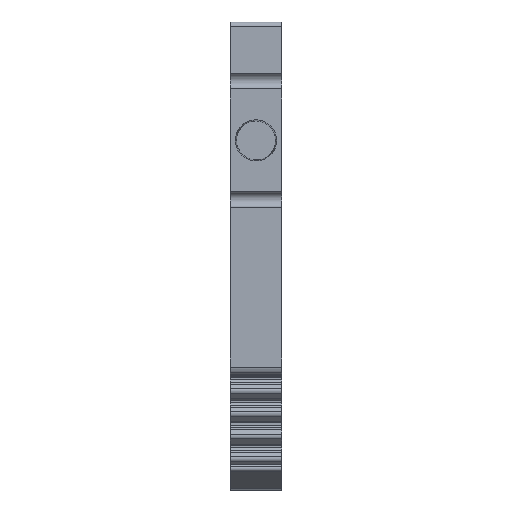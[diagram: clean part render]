
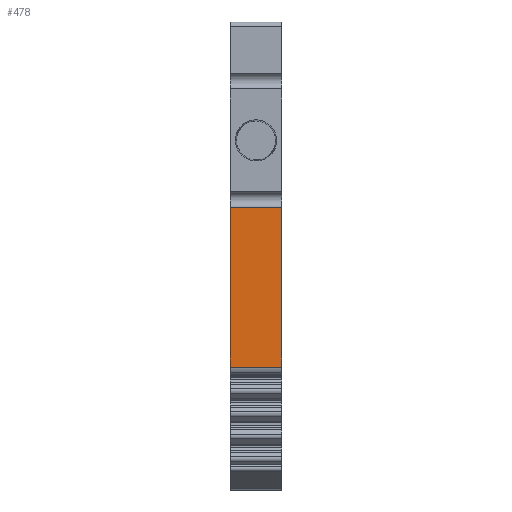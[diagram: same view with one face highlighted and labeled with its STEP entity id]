
A CAD part, top view. The second image highlights one B-rep face of the part: STEP entity #478.
In plain terms, the highlighted planar face has unit normal (0, 0, 1).
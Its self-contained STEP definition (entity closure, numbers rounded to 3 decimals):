
#230=AXIS2_PLACEMENT_3D('Plane Axis2P3D',#227,#228,#229) ;
#227=CARTESIAN_POINT('Axis2P3D Location',(5.,44.975,36.7)) ;
#431=CARTESIAN_POINT('Vertex',(0.,27.4,36.7)) ;
#434=CARTESIAN_POINT('Line Origine',(2.5,27.4,36.7)) ;
#438=CARTESIAN_POINT('Vertex',(5.,27.4,36.7)) ;
#453=CARTESIAN_POINT('Line Origine',(0.,19.641,36.7)) ;
#457=CARTESIAN_POINT('Vertex',(0.,11.883,36.7)) ;
#460=CARTESIAN_POINT('Line Origine',(2.5,11.883,36.7)) ;
#464=CARTESIAN_POINT('Vertex',(5.,11.883,36.7)) ;
#467=CARTESIAN_POINT('Line Origine',(5.,19.641,36.7)) ;
#228=DIRECTION('Axis2P3D Direction',(0.,0.,-1.)) ;
#229=DIRECTION('Axis2P3D XDirection',(0.,-1.,0.)) ;
#435=DIRECTION('Vector Direction',(-1.,0.,0.)) ;
#454=DIRECTION('Vector Direction',(0.,-1.,0.)) ;
#461=DIRECTION('Vector Direction',(-1.,0.,0.)) ;
#468=DIRECTION('Vector Direction',(0.,-1.,0.)) ;
#436=VECTOR('Line Direction',#435,1.) ;
#455=VECTOR('Line Direction',#454,1.) ;
#462=VECTOR('Line Direction',#461,1.) ;
#469=VECTOR('Line Direction',#468,1.) ;
#473=ORIENTED_EDGE('',*,*,#459,.T.) ;
#474=ORIENTED_EDGE('',*,*,#466,.F.) ;
#475=ORIENTED_EDGE('',*,*,#471,.F.) ;
#476=ORIENTED_EDGE('',*,*,#440,.T.) ;
#478=ADVANCED_FACE('BFGH',(#477),#231,.F.) ;
#440=EDGE_CURVE('',#439,#432,#437,.T.) ;
#459=EDGE_CURVE('',#432,#458,#456,.T.) ;
#466=EDGE_CURVE('',#465,#458,#463,.T.) ;
#471=EDGE_CURVE('',#439,#465,#470,.T.) ;
#472=EDGE_LOOP('',(#473,#474,#475,#476)) ;
#477=FACE_OUTER_BOUND('',#472,.T.) ;
#437=LINE('Line',#434,#436) ;
#456=LINE('Line',#453,#455) ;
#463=LINE('Line',#460,#462) ;
#470=LINE('Line',#467,#469) ;
#231=PLANE('',#230) ;
#432=VERTEX_POINT('',#431) ;
#439=VERTEX_POINT('',#438) ;
#458=VERTEX_POINT('',#457) ;
#465=VERTEX_POINT('',#464) ;
